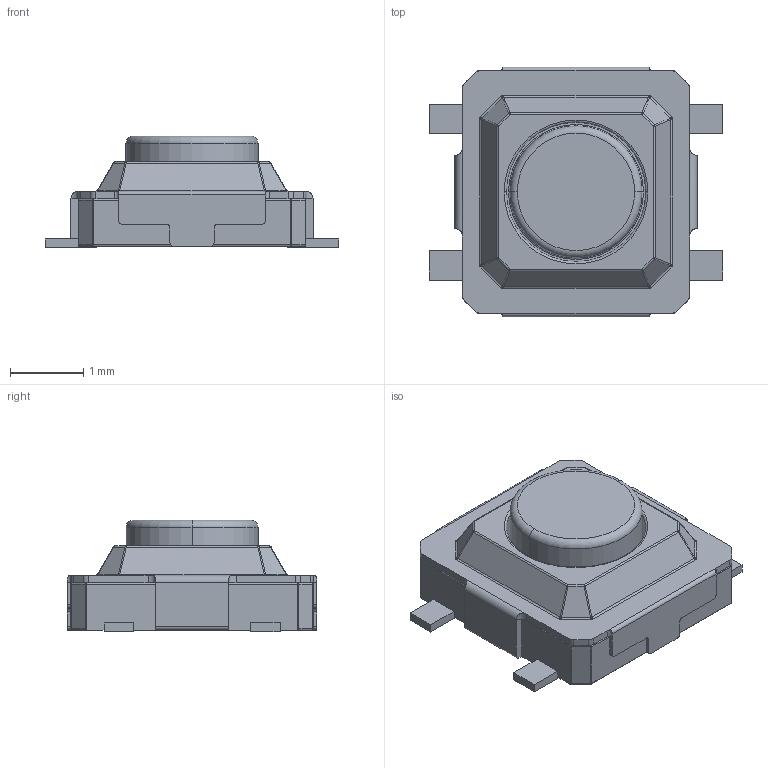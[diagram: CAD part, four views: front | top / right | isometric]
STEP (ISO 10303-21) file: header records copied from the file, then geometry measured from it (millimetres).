
FILE_DESCRIPTION (( 'STEP AP214' ), '1' );
FILE_NAME ('SW-SMD_4P-L3.4-W3.4-P2.00-LS4.0.step', '2022-08-10T08:33:51', ( '' ), ( '' ), 'SwSTEP 2.0', 'SolidWorks 2020', '' );
FILE_SCHEMA (( 'AUTOMOTIVE_DESIGN' ));
Length unit declared in the file: millimetre
Products named in the file (3): 褲极; SW-SMD_4P-L3.4-W3.4-P2.00-LS4.0; 翋极
Assembly tree (2 placements, depth 2):
  SW-SMD_4P-L3.4-W3.4-P2.00-LS4.0
    翋极
    褲极
Bounding box: 4 x 3.4 x 1.52 mm (x, y, z)
Volume: 10.7 mm3; surface area: 65.4 mm2
Topology: 2 solids, 2 shells, 475 faces, 1253 edges, 796 vertices
Faces by surface type: plane 233, bspline 114, cylinder 102, sphere 20, torus 6
Entity records: 20570 total; most frequent: CARTESIAN_POINT 4291, ORIENTED_EDGE 2490, DIRECTION 1921, EDGE_CURVE 1245, VECTOR 805, LINE 805, VERTEX_POINT 796, AXIS2_PLACEMENT_3D 558
